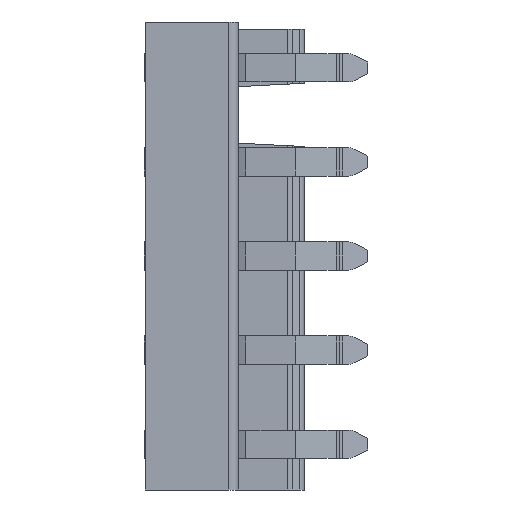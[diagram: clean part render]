
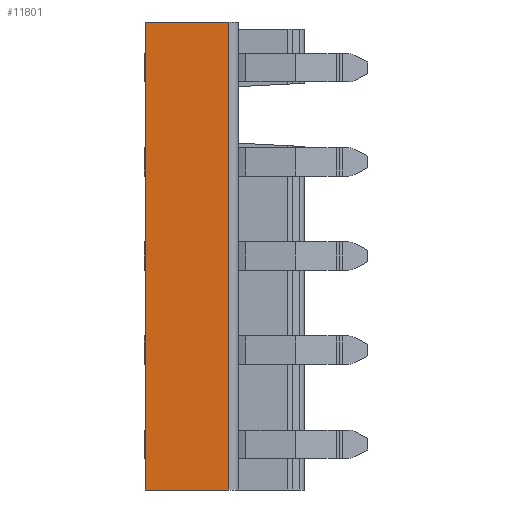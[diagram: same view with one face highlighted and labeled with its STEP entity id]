
A CAD part, left-side view. The second image highlights one B-rep face of the part: STEP entity #11801.
In plain terms, the highlighted planar face has unit normal (-1, 0, 0).
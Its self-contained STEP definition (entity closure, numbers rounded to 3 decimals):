
#1100 = CARTESIAN_POINT ( 'NONE',  ( -4.375, 0.2, 0.975 ) ) ;
#1101 = CARTESIAN_POINT ( 'NONE',  ( -4.375, 0.2, -8.975 ) ) ;
#2829 = ORIENTED_EDGE ( 'NONE', *, *, #17263, .T. ) ;
#2831 = ORIENTED_EDGE ( 'NONE', *, *, #17019, .T. ) ;
#2834 = ORIENTED_EDGE ( 'NONE', *, *, #17264, .F. ) ;
#2836 = ORIENTED_EDGE ( 'NONE', *, *, #17265, .F. ) ;
#4332 = CARTESIAN_POINT ( 'NONE',  ( -4.375, 1.98, 0.975 ) ) ;
#4843 = CARTESIAN_POINT ( 'NONE',  ( -4.375, 1.98, -8.975 ) ) ;
#7960 = DIRECTION ( 'NONE',  ( 0., 0., -1. ) ) ;
#7985 = CARTESIAN_POINT ( 'NONE',  ( -4.375, 0.2, 1. ) ) ;
#7996 = DIRECTION ( 'NONE',  ( 0., 1., 0. ) ) ;
#8016 = CARTESIAN_POINT ( 'NONE',  ( -4.375, -1.4, -8.975 ) ) ;
#8026 = DIRECTION ( 'NONE',  ( 0., 1., 0. ) ) ;
#8047 = CARTESIAN_POINT ( 'NONE',  ( -4.375, -1.4, 0.975 ) ) ;
#10394 = AXIS2_PLACEMENT_3D ( 'NONE', #19123, #19119, #19117 ) ;
#11801 = ADVANCED_FACE ( 'NONE', ( #31234 ), #19172, .F. ) ;
#17019 = EDGE_CURVE ( 'NONE', #18620, #18633, #28740, .T. ) ;
#17263 = EDGE_CURVE ( 'NONE', #23911, #18620, #29335, .T. ) ;
#17264 = EDGE_CURVE ( 'NONE', #23910, #18633, #29338, .T. ) ;
#17265 = EDGE_CURVE ( 'NONE', #23911, #23910, #29343, .T. ) ;
#18620 = VERTEX_POINT ( 'NONE', #4332 ) ;
#18633 = VERTEX_POINT ( 'NONE', #4843 ) ;
#19117 = DIRECTION ( 'NONE',  ( 0., 1., 0. ) ) ;
#19119 = DIRECTION ( 'NONE',  ( 1., 0., 0. ) ) ;
#19123 = CARTESIAN_POINT ( 'NONE',  ( -4.375, 0.2, 1. ) ) ;
#19172 = PLANE ( 'NONE',  #10394 ) ;
#23910 = VERTEX_POINT ( 'NONE', #1101 ) ;
#23911 = VERTEX_POINT ( 'NONE', #1100 ) ;
#24407 = EDGE_LOOP ( 'NONE', ( #2829, #2831, #2834, #2836 ) ) ;
#26867 = DIRECTION ( 'NONE',  ( 0., 0., -1. ) ) ;
#26870 = CARTESIAN_POINT ( 'NONE',  ( -4.375, 1.98, 1. ) ) ;
#28740 = LINE ( 'NONE', #26870, #28747 ) ;
#28747 = VECTOR ( 'NONE', #26867, 1000. ) ;
#29335 = LINE ( 'NONE', #8047, #29340 ) ;
#29338 = LINE ( 'NONE', #8016, #29345 ) ;
#29340 = VECTOR ( 'NONE', #8026, 1000. ) ;
#29343 = LINE ( 'NONE', #7985, #29349 ) ;
#29345 = VECTOR ( 'NONE', #7996, 1000. ) ;
#29349 = VECTOR ( 'NONE', #7960, 1000. ) ;
#31234 = FACE_OUTER_BOUND ( 'NONE', #24407, .T. ) ;
